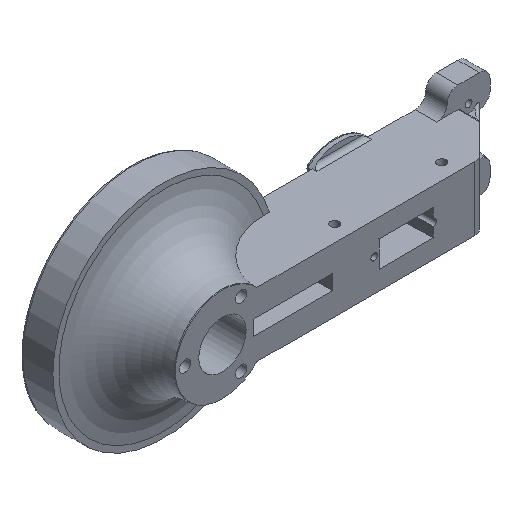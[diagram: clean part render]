
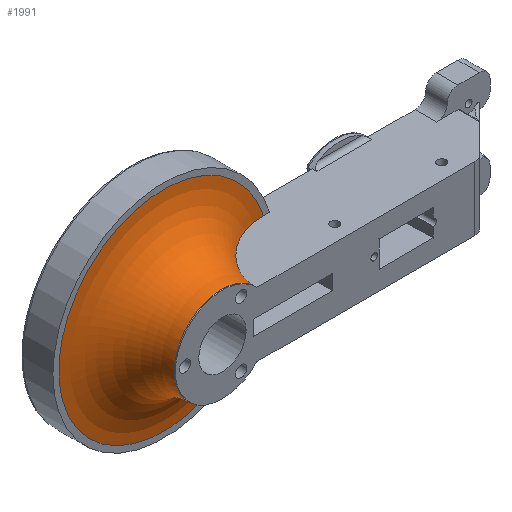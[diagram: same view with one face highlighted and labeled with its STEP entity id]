
A CAD part, isometric view. The second image highlights one B-rep face of the part: STEP entity #1991.
In plain terms, the highlighted toroidal (fillet/blend) face has major radius 49 mm and minor radius 27 mm.
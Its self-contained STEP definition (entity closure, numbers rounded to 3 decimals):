
#138=TOROIDAL_SURFACE('',#2171,49.,27.);
#228=B_SPLINE_CURVE_WITH_KNOTS('',3,(#3064,#3065,#3066,#3067,#3068,#3069,
#3070,#3071,#3072,#3073,#3074,#3075,#3076,#3077,#3078,#3079,#3080,#3081),
 .UNSPECIFIED.,.F.,.F.,(4,2,2,2,2,2,2,2,4),(4.066,4.608,
5.15,5.711,6.272,6.813,7.353,
7.822,8.291),.UNSPECIFIED.);
#231=B_SPLINE_CURVE_WITH_KNOTS('',3,(#3220,#3221,#3222,#3223,#3224,#3225,
#3226,#3227,#3228,#3229,#3230,#3231,#3232,#3233,#3234,#3235,#3236,#3237),
 .UNSPECIFIED.,.F.,.F.,(4,2,2,2,2,2,2,2,4),(-8.291,-7.822,
-7.353,-6.813,-6.272,-5.711,
-5.15,-4.608,-4.066),.UNSPECIFIED.);
#312=FACE_OUTER_BOUND('',#425,.T.);
#425=EDGE_LOOP('',(#1713,#1714,#1715,#1716));
#849=CIRCLE('',#2172,22.);
#850=CIRCLE('',#2173,49.);
#912=VERTEX_POINT('',#3061);
#913=VERTEX_POINT('',#3063);
#958=VERTEX_POINT('',#3217);
#959=VERTEX_POINT('',#3219);
#1103=EDGE_CURVE('',#912,#913,#228,.T.);
#1166=EDGE_CURVE('',#958,#959,#231,.T.);
#1271=EDGE_CURVE('',#958,#913,#849,.T.);
#1272=EDGE_CURVE('',#912,#959,#850,.T.);
#1713=ORIENTED_EDGE('',*,*,#1166,.F.);
#1714=ORIENTED_EDGE('',*,*,#1271,.T.);
#1715=ORIENTED_EDGE('',*,*,#1103,.F.);
#1716=ORIENTED_EDGE('',*,*,#1272,.T.);
#1991=ADVANCED_FACE('',(#312),#138,.F.);
#2171=AXIS2_PLACEMENT_3D('',#3588,#2606,#2607);
#2172=AXIS2_PLACEMENT_3D('',#3589,#2608,#2609);
#2173=AXIS2_PLACEMENT_3D('',#3590,#2610,#2611);
#2606=DIRECTION('center_axis',(0.,-1.,0.));
#2607=DIRECTION('ref_axis',(-1.,0.,0.));
#2608=DIRECTION('center_axis',(0.,1.,0.));
#2609=DIRECTION('ref_axis',(-1.,0.,0.));
#2610=DIRECTION('center_axis',(0.,-1.,0.));
#2611=DIRECTION('ref_axis',(-1.,0.,0.));
#3061=CARTESIAN_POINT('',(46.648,10.,15.));
#3063=CARTESIAN_POINT('',(16.093,-17.,15.));
#3064=CARTESIAN_POINT('Ctrl Pts',(46.648,10.,15.));
#3065=CARTESIAN_POINT('Ctrl Pts',(44.842,10.,15.));
#3066=CARTESIAN_POINT('Ctrl Pts',(42.869,9.825,15.));
#3067=CARTESIAN_POINT('Ctrl Pts',(38.997,9.082,15.));
#3068=CARTESIAN_POINT('Ctrl Pts',(37.098,8.515,15.));
#3069=CARTESIAN_POINT('Ctrl Pts',(33.674,7.178,15.));
#3070=CARTESIAN_POINT('Ctrl Pts',(31.833,6.273,15.));
#3071=CARTESIAN_POINT('Ctrl Pts',(28.363,4.122,15.));
#3072=CARTESIAN_POINT('Ctrl Pts',(26.732,2.877,15.));
#3073=CARTESIAN_POINT('Ctrl Pts',(24.007,0.415,15.));
#3074=CARTESIAN_POINT('Ctrl Pts',(22.649,-1.023,15.));
#3075=CARTESIAN_POINT('Ctrl Pts',(20.248,-4.137,15.));
#3076=CARTESIAN_POINT('Ctrl Pts',(19.207,-5.815,15.));
#3077=CARTESIAN_POINT('Ctrl Pts',(17.729,-8.839,15.));
#3078=CARTESIAN_POINT('Ctrl Pts',(17.114,-10.44,15.));
#3079=CARTESIAN_POINT('Ctrl Pts',(16.294,-13.738,15.));
#3080=CARTESIAN_POINT('Ctrl Pts',(16.093,-15.437,15.));
#3081=CARTESIAN_POINT('Ctrl Pts',(16.093,-17.,15.));
#3217=CARTESIAN_POINT('',(16.093,-17.,-15.));
#3219=CARTESIAN_POINT('',(46.648,10.,-15.));
#3220=CARTESIAN_POINT('Ctrl Pts',(16.093,-17.,-15.));
#3221=CARTESIAN_POINT('Ctrl Pts',(16.093,-15.437,-15.));
#3222=CARTESIAN_POINT('Ctrl Pts',(16.294,-13.738,-15.));
#3223=CARTESIAN_POINT('Ctrl Pts',(17.114,-10.44,-15.));
#3224=CARTESIAN_POINT('Ctrl Pts',(17.729,-8.839,-15.));
#3225=CARTESIAN_POINT('Ctrl Pts',(19.207,-5.815,-15.));
#3226=CARTESIAN_POINT('Ctrl Pts',(20.248,-4.137,-15.));
#3227=CARTESIAN_POINT('Ctrl Pts',(22.649,-1.023,-15.));
#3228=CARTESIAN_POINT('Ctrl Pts',(24.007,0.415,-15.));
#3229=CARTESIAN_POINT('Ctrl Pts',(26.732,2.877,-15.));
#3230=CARTESIAN_POINT('Ctrl Pts',(28.363,4.122,-15.));
#3231=CARTESIAN_POINT('Ctrl Pts',(31.833,6.273,-15.));
#3232=CARTESIAN_POINT('Ctrl Pts',(33.674,7.178,-15.));
#3233=CARTESIAN_POINT('Ctrl Pts',(37.098,8.515,-15.));
#3234=CARTESIAN_POINT('Ctrl Pts',(38.997,9.082,-15.));
#3235=CARTESIAN_POINT('Ctrl Pts',(42.869,9.825,-15.));
#3236=CARTESIAN_POINT('Ctrl Pts',(44.842,10.,-15.));
#3237=CARTESIAN_POINT('Ctrl Pts',(46.648,10.,-15.));
#3588=CARTESIAN_POINT('Origin',(0.,-17.,0.));
#3589=CARTESIAN_POINT('Origin',(0.,-17.,0.));
#3590=CARTESIAN_POINT('Origin',(0.,10.,0.));
